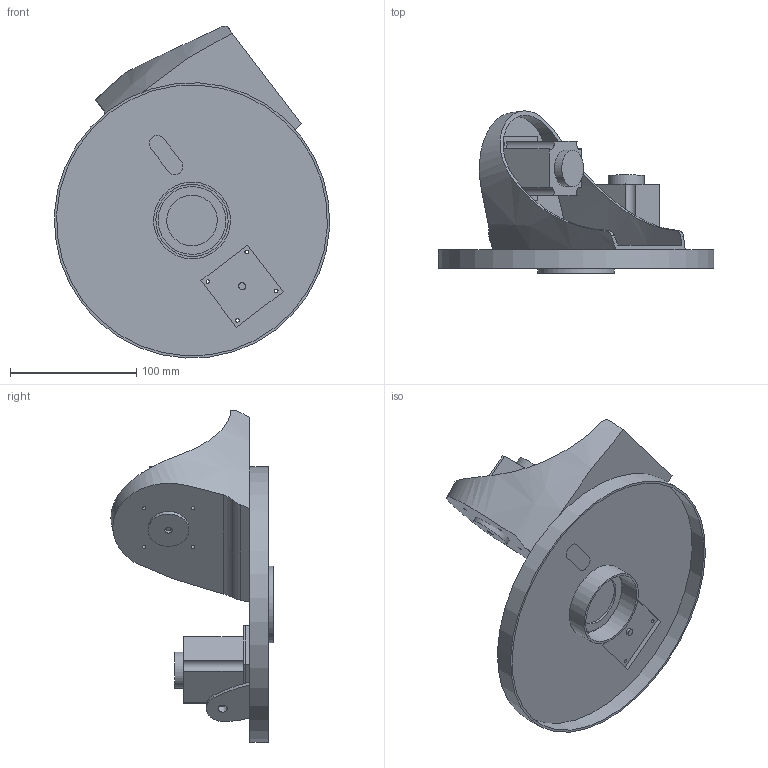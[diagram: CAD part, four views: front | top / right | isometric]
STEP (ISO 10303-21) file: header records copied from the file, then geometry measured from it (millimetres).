
FILE_DESCRIPTION(/* description */ (''),/* implementation_level */ '2;1');
FILE_NAME(/* name */ 'L1.step',/* time_stamp */ '2022-05-25T21:34:32+08:00',/* author */ (''),/* organization */ (''),/* preprocessor_version */ 'ST-DEVELOPER v18.1',/* originating_system */ 'Autodesk Translation Framework v10.14.0.1471',/* authorisation */ '');
FILE_SCHEMA (('AUTOMOTIVE_DESIGN { 1 0 10303 214 3 1 1 }'));
Length unit declared in the file: millimetre
Products named in the file (1): L1
Bounding box: 217.61 x 128.26 x 262.57 mm (x, y, z)
Volume: 383409.9 mm3; surface area: 196669.7 mm2
Topology: 4 solids, 4 shells, 127 faces, 300 edges, 200 vertices
Faces by surface type: plane 69, cylinder 56, bspline 2
Full cylindrical faces by diameter (mm): 2.857 x16, 5.357 x2, 5.714 x2, 7.143 x1, 14.286 x1, 25 x1, 28.571 x2, 32.143 x1, 40 x1, 53.571 x1, 57.143 x1, 60.714 x1, 214.286 x1, 217.857 x1
Entity records: 4944 total; most frequent: CARTESIAN_POINT 1837, DIRECTION 632, ORIENTED_EDGE 600, EDGE_CURVE 300, AXIS2_PLACEMENT_3D 229, VERTEX_POINT 200, EDGE_LOOP 186, LINE 174
